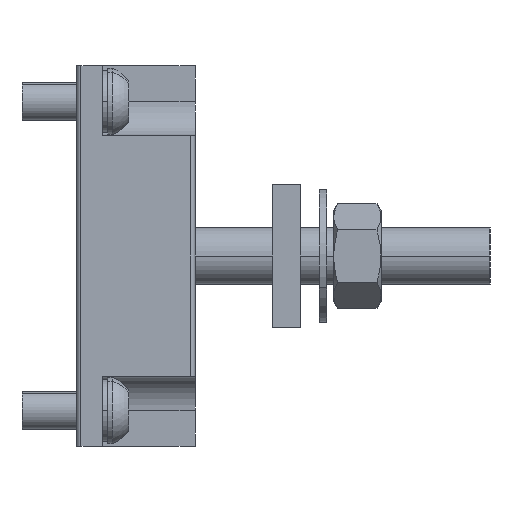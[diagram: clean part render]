
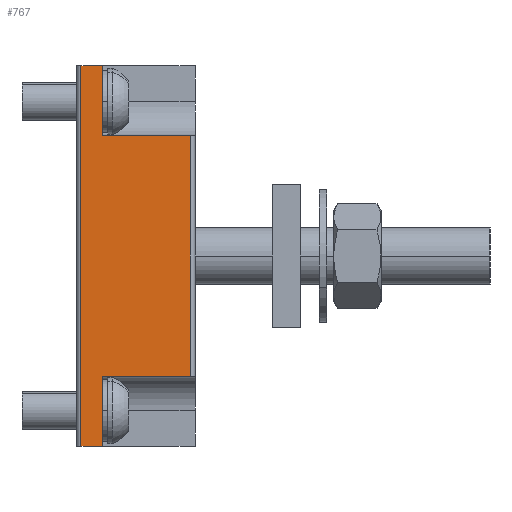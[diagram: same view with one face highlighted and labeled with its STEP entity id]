
A CAD part, left-side view. The second image highlights one B-rep face of the part: STEP entity #767.
In plain terms, the highlighted planar face has unit normal (-1, 0, 0).
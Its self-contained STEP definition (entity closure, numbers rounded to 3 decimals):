
#420=CARTESIAN_POINT('Line Origine',(-358.,9.,256.)) ;
#424=CARTESIAN_POINT('Vertex',(-358.,9.,216.)) ;
#426=CARTESIAN_POINT('Vertex',(-358.,9.,296.)) ;
#451=CARTESIAN_POINT('Line Origine',(-358.,6.75,296.)) ;
#455=CARTESIAN_POINT('Vertex',(-358.,4.5,296.)) ;
#712=CARTESIAN_POINT('Axis2P3D Location',(-358.,10.,256.)) ;
#717=CARTESIAN_POINT('Line Origine',(-358.,4.5,223.375)) ;
#721=CARTESIAN_POINT('Vertex',(-358.,4.5,230.75)) ;
#723=CARTESIAN_POINT('Vertex',(-358.,4.5,216.)) ;
#726=CARTESIAN_POINT('Line Origine',(-358.,-4.75,230.75)) ;
#730=CARTESIAN_POINT('Vertex',(-358.,-14.,230.75)) ;
#733=CARTESIAN_POINT('Line Origine',(-358.,-14.,256.)) ;
#737=CARTESIAN_POINT('Vertex',(-358.,-14.,281.25)) ;
#740=CARTESIAN_POINT('Line Origine',(-358.,-4.75,281.25)) ;
#744=CARTESIAN_POINT('Vertex',(-358.,4.5,281.25)) ;
#747=CARTESIAN_POINT('Line Origine',(-358.,4.5,288.625)) ;
#752=CARTESIAN_POINT('Line Origine',(-358.,6.75,216.)) ;
#421=DIRECTION('Vector Direction',(0.,0.,1.)) ;
#452=DIRECTION('Vector Direction',(0.,-1.,0.)) ;
#713=DIRECTION('Axis2P3D Direction',(-1.,0.,0.)) ;
#714=DIRECTION('Axis2P3D XDirection',(0.,-1.,0.)) ;
#718=DIRECTION('Vector Direction',(0.,0.,-1.)) ;
#727=DIRECTION('Vector Direction',(0.,1.,0.)) ;
#734=DIRECTION('Vector Direction',(0.,0.,1.)) ;
#741=DIRECTION('Vector Direction',(0.,1.,0.)) ;
#748=DIRECTION('Vector Direction',(0.,0.,1.)) ;
#753=DIRECTION('Vector Direction',(0.,-1.,0.)) ;
#715=AXIS2_PLACEMENT_3D('Plane Axis2P3D',#712,#713,#714) ;
#758=ORIENTED_EDGE('',*,*,#725,.F.) ;
#759=ORIENTED_EDGE('',*,*,#732,.F.) ;
#760=ORIENTED_EDGE('',*,*,#739,.T.) ;
#761=ORIENTED_EDGE('',*,*,#746,.T.) ;
#762=ORIENTED_EDGE('',*,*,#751,.F.) ;
#763=ORIENTED_EDGE('',*,*,#457,.F.) ;
#764=ORIENTED_EDGE('',*,*,#428,.F.) ;
#765=ORIENTED_EDGE('',*,*,#756,.T.) ;
#422=VECTOR('Line Direction',#421,1.) ;
#453=VECTOR('Line Direction',#452,1.) ;
#719=VECTOR('Line Direction',#718,1.) ;
#728=VECTOR('Line Direction',#727,1.) ;
#735=VECTOR('Line Direction',#734,1.) ;
#742=VECTOR('Line Direction',#741,1.) ;
#749=VECTOR('Line Direction',#748,1.) ;
#754=VECTOR('Line Direction',#753,1.) ;
#767=ADVANCED_FACE('Body.2',(#766),#716,.T.) ;
#428=EDGE_CURVE('',#425,#427,#423,.T.) ;
#457=EDGE_CURVE('',#427,#456,#454,.T.) ;
#725=EDGE_CURVE('',#722,#724,#720,.T.) ;
#732=EDGE_CURVE('',#731,#722,#729,.T.) ;
#739=EDGE_CURVE('',#731,#738,#736,.T.) ;
#746=EDGE_CURVE('',#738,#745,#743,.T.) ;
#751=EDGE_CURVE('',#456,#745,#750,.F.) ;
#756=EDGE_CURVE('',#425,#724,#755,.T.) ;
#757=EDGE_LOOP('',(#758,#759,#760,#761,#762,#763,#764,#765)) ;
#766=FACE_OUTER_BOUND('',#757,.T.) ;
#423=LINE('Line',#420,#422) ;
#454=LINE('Line',#451,#453) ;
#720=LINE('Line',#717,#719) ;
#729=LINE('Line',#726,#728) ;
#736=LINE('Line',#733,#735) ;
#743=LINE('Line',#740,#742) ;
#750=LINE('Line',#747,#749) ;
#755=LINE('Line',#752,#754) ;
#716=PLANE('',#715) ;
#425=VERTEX_POINT('',#424) ;
#427=VERTEX_POINT('',#426) ;
#456=VERTEX_POINT('',#455) ;
#722=VERTEX_POINT('',#721) ;
#724=VERTEX_POINT('',#723) ;
#731=VERTEX_POINT('',#730) ;
#738=VERTEX_POINT('',#737) ;
#745=VERTEX_POINT('',#744) ;
